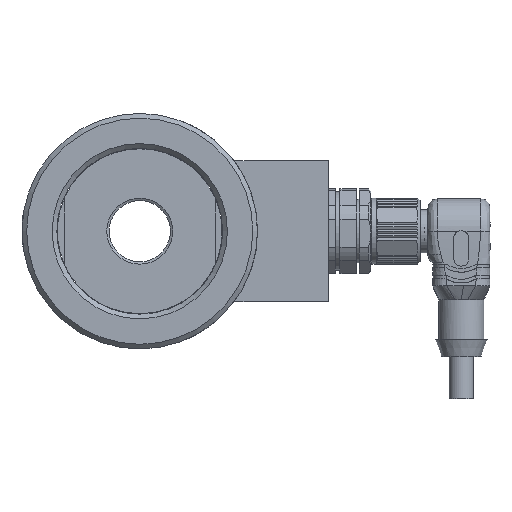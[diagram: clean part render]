
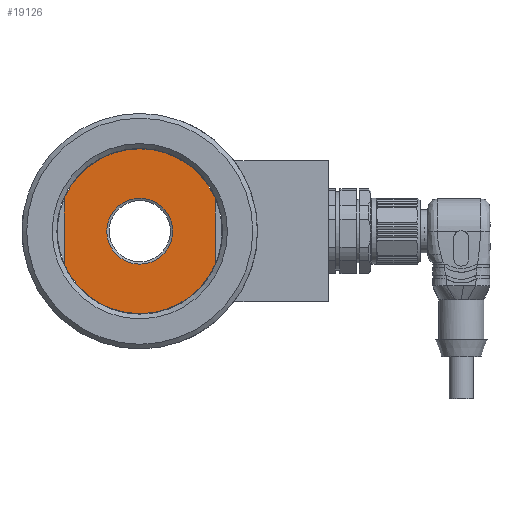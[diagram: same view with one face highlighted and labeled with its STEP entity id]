
A CAD part, front view. The second image highlights one B-rep face of the part: STEP entity #19126.
In plain terms, the highlighted planar face has unit normal (0, -1, 0).
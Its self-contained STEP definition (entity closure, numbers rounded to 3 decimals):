
#297 = AXIS2_PLACEMENT_3D ( 'NONE', #15410, #6480, #15845 ) ;
#1760 = EDGE_LOOP ( 'NONE', ( #6126, #3952, #24417, #11165 ) ) ;
#2747 = VERTEX_POINT ( 'NONE', #14196 ) ;
#2921 = DIRECTION ( 'NONE',  ( 0., -1., 0. ) ) ;
#3142 = VERTEX_POINT ( 'NONE', #14297 ) ;
#3165 = VERTEX_POINT ( 'NONE', #27182 ) ;
#3458 = EDGE_CURVE ( 'NONE', #3165, #2747, #18515, .T. ) ;
#3952 = ORIENTED_EDGE ( 'NONE', *, *, #3458, .T. ) ;
#4154 = CARTESIAN_POINT ( 'NONE',  ( 16., 0., 7.089 ) ) ;
#4780 = CIRCLE ( 'NONE', #9445, 17.5 ) ;
#6126 = ORIENTED_EDGE ( 'NONE', *, *, #24078, .F. ) ;
#6480 = DIRECTION ( 'NONE',  ( 0., -1., 0. ) ) ;
#6581 = DIRECTION ( 'NONE',  ( 0., 0., -1. ) ) ;
#7009 = FACE_BOUND ( 'NONE', #10338, .T. ) ;
#8176 = EDGE_CURVE ( 'NONE', #14006, #2747, #26771, .T. ) ;
#9445 = AXIS2_PLACEMENT_3D ( 'NONE', #16048, #9455, #18225 ) ;
#9455 = DIRECTION ( 'NONE',  ( 0., -1., 0. ) ) ;
#10338 = EDGE_LOOP ( 'NONE', ( #27271 ) ) ;
#10973 = CARTESIAN_POINT ( 'NONE',  ( 16., 0., 0. ) ) ;
#11165 = ORIENTED_EDGE ( 'NONE', *, *, #13697, .T. ) ;
#11187 = CARTESIAN_POINT ( 'NONE',  ( -16., 0., 0. ) ) ;
#12815 = DIRECTION ( 'NONE',  ( 0., -1., 0. ) ) ;
#12962 = DIRECTION ( 'NONE',  ( 0., 0., -1. ) ) ;
#13095 = VECTOR ( 'NONE', #17471, 1000. ) ;
#13697 = EDGE_CURVE ( 'NONE', #14006, #3142, #4780, .T. ) ;
#13741 = DIRECTION ( 'NONE',  ( 0., 0., -1. ) ) ;
#14006 = VERTEX_POINT ( 'NONE', #4154 ) ;
#14196 = CARTESIAN_POINT ( 'NONE',  ( 16., 0., -7.089 ) ) ;
#14297 = CARTESIAN_POINT ( 'NONE',  ( -16., 0., 7.089 ) ) ;
#14699 = CIRCLE ( 'NONE', #15626, 7. ) ;
#15410 = CARTESIAN_POINT ( 'NONE',  ( 0., 0., 0. ) ) ;
#15478 = VERTEX_POINT ( 'NONE', #20424 ) ;
#15626 = AXIS2_PLACEMENT_3D ( 'NONE', #21600, #12815, #12962 ) ;
#15845 = DIRECTION ( 'NONE',  ( 0., 0., -1. ) ) ;
#16048 = CARTESIAN_POINT ( 'NONE',  ( 0., 0., 0. ) ) ;
#16836 = VECTOR ( 'NONE', #6581, 1000. ) ;
#17432 = EDGE_CURVE ( 'NONE', #15478, #15478, #14699, .T. ) ;
#17471 = DIRECTION ( 'NONE',  ( 0., 0., 1. ) ) ;
#17984 = PLANE ( 'NONE',  #18934 ) ;
#18225 = DIRECTION ( 'NONE',  ( 0., 0., -1. ) ) ;
#18515 = CIRCLE ( 'NONE', #297, 17.5 ) ;
#18934 = AXIS2_PLACEMENT_3D ( 'NONE', #22808, #2921, #13741 ) ;
#19126 = ADVANCED_FACE ( 'NONE', ( #27059, #7009 ), #17984, .T. ) ;
#20424 = CARTESIAN_POINT ( 'NONE',  ( 0., 0., -7. ) ) ;
#21600 = CARTESIAN_POINT ( 'NONE',  ( 0., 0., 0. ) ) ;
#22808 = CARTESIAN_POINT ( 'NONE',  ( 17.5, 0., 0. ) ) ;
#24078 = EDGE_CURVE ( 'NONE', #3165, #3142, #28727, .T. ) ;
#24417 = ORIENTED_EDGE ( 'NONE', *, *, #8176, .F. ) ;
#26771 = LINE ( 'NONE', #10973, #16836 ) ;
#27059 = FACE_OUTER_BOUND ( 'NONE', #1760, .T. ) ;
#27182 = CARTESIAN_POINT ( 'NONE',  ( -16., 0., -7.089 ) ) ;
#27271 = ORIENTED_EDGE ( 'NONE', *, *, #17432, .F. ) ;
#28727 = LINE ( 'NONE', #11187, #13095 ) ;
